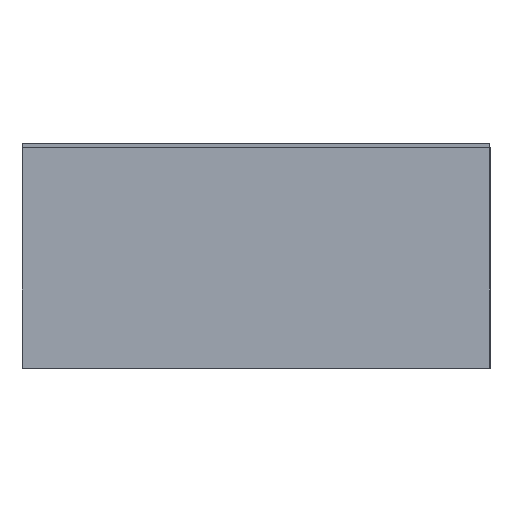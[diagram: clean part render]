
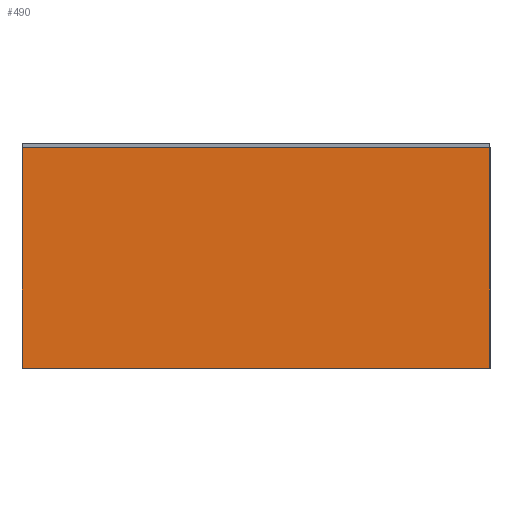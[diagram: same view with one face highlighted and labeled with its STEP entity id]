
A CAD part, left-side view. The second image highlights one B-rep face of the part: STEP entity #490.
In plain terms, the highlighted planar face has unit normal (-1, 0, 0).
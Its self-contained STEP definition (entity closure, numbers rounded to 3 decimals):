
#490=ADVANCED_FACE('',(#1036),#1037,.T.);
#518=EDGE_CURVE('',#1078,#1079,#1080,.T.);
#520=EDGE_CURVE('',#1082,#1078,#1083,.T.);
#522=EDGE_CURVE('',#1082,#1085,#1086,.T.);
#524=EDGE_CURVE('',#1085,#1079,#1088,.T.);
#1036=FACE_OUTER_BOUND('',#1734,.T.);
#1037=PLANE('',#1735);
#1078=VERTEX_POINT('',#1777);
#1079=VERTEX_POINT('',#1778);
#1080=LINE('',#1779,#1780);
#1082=VERTEX_POINT('',#1783);
#1083=LINE('',#1784,#1785);
#1085=VERTEX_POINT('',#1788);
#1086=LINE('',#1789,#1790);
#1088=LINE('',#1793,#1794);
#1734=EDGE_LOOP('',(#2995,#2996,#2997,#2998));
#1735=AXIS2_PLACEMENT_3D('',#2999,#3000,#3001);
#1777=CARTESIAN_POINT('',(-1.,0.625,0.));
#1778=CARTESIAN_POINT('',(-1.,0.625,0.59));
#1779=CARTESIAN_POINT('',(-1.,0.625,0.));
#1780=VECTOR('',#3122,1.0);
#1783=CARTESIAN_POINT('',(-1.,-0.625,0.));
#1784=CARTESIAN_POINT('',(-1.,-0.625,0.));
#1785=VECTOR('',#3123,1.0);
#1788=CARTESIAN_POINT('',(-1.,-0.625,0.59));
#1789=CARTESIAN_POINT('',(-1.,-0.625,0.));
#1790=VECTOR('',#3124,1.0);
#1793=CARTESIAN_POINT('',(-1.,-0.625,0.59));
#1794=VECTOR('',#3125,1.0);
#2995=ORIENTED_EDGE('',*,*,#518,.F.);
#2996=ORIENTED_EDGE('',*,*,#520,.F.);
#2997=ORIENTED_EDGE('',*,*,#522,.T.);
#2998=ORIENTED_EDGE('',*,*,#524,.T.);
#2999=CARTESIAN_POINT('',(-1.,-0.625,0.));
#3000=DIRECTION('',(-1.0,0.0,0.0));
#3001=DIRECTION('',(0.0,0.0,1.0));
#3122=DIRECTION('',(0.0,0.0,1.0));
#3123=DIRECTION('',(0.0,1.0,0.0));
#3124=DIRECTION('',(0.0,0.0,1.0));
#3125=DIRECTION('',(0.0,1.0,0.0));
